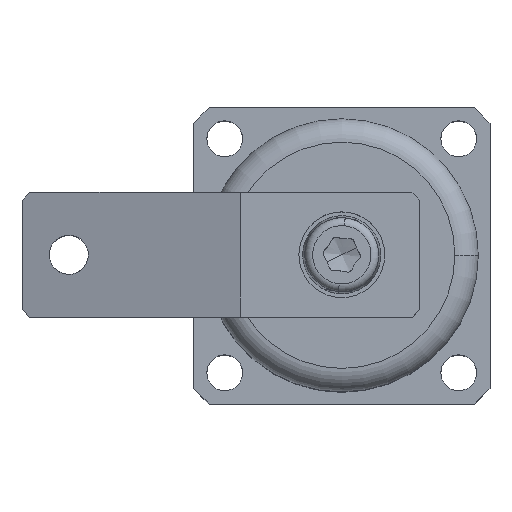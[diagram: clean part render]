
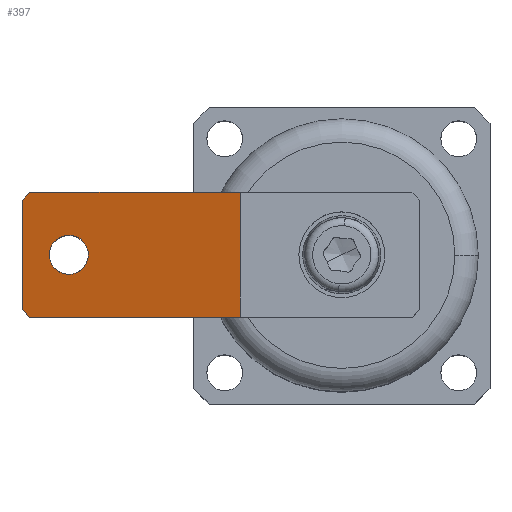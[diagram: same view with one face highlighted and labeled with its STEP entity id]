
A CAD part, top view. The second image highlights one B-rep face of the part: STEP entity #397.
In plain terms, the highlighted face is planar.
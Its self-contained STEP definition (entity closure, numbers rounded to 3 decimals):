
#397 = ADVANCED_FACE ( 'NONE', ( #4670, #4668 ), #2374, .F. ) ;
#488 = AXIS2_PLACEMENT_3D ( 'NONE', #2392, #2355, #2352 ) ;
#515 =( BOUNDED_CURVE ( )  B_SPLINE_CURVE ( 3, ( #3546, #3548, #3570, #3571 ),
 .UNSPECIFIED., .F., .F. ) 
 B_SPLINE_CURVE_WITH_KNOTS ( ( 4, 4 ),
 ( 1.571, 4.712 ),
 .UNSPECIFIED. ) 
 CURVE ( )  GEOMETRIC_REPRESENTATION_ITEM ( )  RATIONAL_B_SPLINE_CURVE ( ( 1., 0.333, 0.333, 1. ) ) 
 REPRESENTATION_ITEM ( '' )  );
#619 = VERTEX_POINT ( 'NONE', #1062 ) ;
#629 = VERTEX_POINT ( 'NONE', #1052 ) ;
#1052 = CARTESIAN_POINT ( 'NONE',  ( -19.5, 1.714, 2.5 ) ) ;
#1062 = CARTESIAN_POINT ( 'NONE',  ( 2.5, 8., -8. ) ) ;
#1214 = CARTESIAN_POINT ( 'NONE',  ( -25.5, 0., -8.001 ) ) ;
#1252 = DIRECTION ( 'NONE',  ( -0.962, -0.275, 0. ) ) ;
#1268 = CARTESIAN_POINT ( 'NONE',  ( -25.5, 0., -8. ) ) ;
#1271 = CARTESIAN_POINT ( 'NONE',  ( -19.5, 1.714, 2.5 ) ) ;
#1272 = CARTESIAN_POINT ( 'NONE',  ( -14.5, 3.143, 2.5 ) ) ;
#1273 = DIRECTION ( 'NONE',  ( -0.693, -0.198, -0.693 ) ) ;
#1274 = CARTESIAN_POINT ( 'NONE',  ( -19.5, 1.714, -2.5 ) ) ;
#1275 = CARTESIAN_POINT ( 'NONE',  ( -32.706, -2.059, -0.206 ) ) ;
#1279 = CARTESIAN_POINT ( 'NONE',  ( -14.5, 3.143, -2.5 ) ) ;
#1283 = CARTESIAN_POINT ( 'NONE',  ( -25.019, 0.137, -7.481 ) ) ;
#1290 = DIRECTION ( 'NONE',  ( 0.693, 0.198, -0.693 ) ) ;
#1352 = DIRECTION ( 'NONE',  ( 0., 0., 1. ) ) ;
#1353 = CARTESIAN_POINT ( 'NONE',  ( 2.5, 8., -8.001 ) ) ;
#1502 = ORIENTED_EDGE ( 'NONE', *, *, #2032, .F. ) ;
#1510 = ORIENTED_EDGE ( 'NONE', *, *, #2059, .T. ) ;
#1528 = ORIENTED_EDGE ( 'NONE', *, *, #2050, .T. ) ;
#1548 = ORIENTED_EDGE ( 'NONE', *, *, #2029, .F. ) ;
#1720 = ORIENTED_EDGE ( 'NONE', *, *, #2077, .F. ) ;
#1759 = ORIENTED_EDGE ( 'NONE', *, *, #2033, .T. ) ;
#1769 = ORIENTED_EDGE ( 'NONE', *, *, #2041, .T. ) ;
#1793 = ORIENTED_EDGE ( 'NONE', *, *, #2822, .T. ) ;
#2029 = EDGE_CURVE ( 'NONE', #5196, #5209, #2617, .T. ) ;
#2032 = EDGE_CURVE ( 'NONE', #5210, #5208, #2608, .T. ) ;
#2033 = EDGE_CURVE ( 'NONE', #5194, #629, #4914, .T. ) ;
#2041 = EDGE_CURVE ( 'NONE', #619, #5209, #2597, .T. ) ;
#2050 = EDGE_CURVE ( 'NONE', #5196, #5208, #2583, .T. ) ;
#2059 = EDGE_CURVE ( 'NONE', #5210, #5216, #2567, .T. ) ;
#2077 = EDGE_CURVE ( 'NONE', #619, #5216, #2539, .T. ) ;
#2286 = DIRECTION ( 'NONE',  ( 0.962, 0.275, 0. ) ) ;
#2287 = CARTESIAN_POINT ( 'NONE',  ( -25.5, 0., 8. ) ) ;
#2288 = DIRECTION ( 'NONE',  ( 0., 0., 1. ) ) ;
#2352 = DIRECTION ( 'NONE',  ( 0.962, 0.275, 0. ) ) ;
#2355 = DIRECTION ( 'NONE',  ( 0.275, -0.962, 0. ) ) ;
#2374 = PLANE ( 'NONE',  #488 ) ;
#2392 = CARTESIAN_POINT ( 'NONE',  ( -25.5, 0., -8.001 ) ) ;
#2537 = VECTOR ( 'NONE', #1352, 1000. ) ;
#2539 = LINE ( 'NONE', #1353, #2537 ) ;
#2564 = VECTOR ( 'NONE', #2286, 1000. ) ;
#2567 = LINE ( 'NONE', #2287, #2564 ) ;
#2580 = VECTOR ( 'NONE', #2288, 1000. ) ;
#2583 = LINE ( 'NONE', #1214, #2580 ) ;
#2595 = VECTOR ( 'NONE', #1252, 1000. ) ;
#2597 = LINE ( 'NONE', #1268, #2595 ) ;
#2606 = VECTOR ( 'NONE', #1273, 1000. ) ;
#2608 = LINE ( 'NONE', #1275, #2606 ) ;
#2611 = VECTOR ( 'NONE', #1290, 1000. ) ;
#2617 = LINE ( 'NONE', #1283, #2611 ) ;
#2822 = EDGE_CURVE ( 'NONE', #629, #5194, #515, .T. ) ;
#3546 = CARTESIAN_POINT ( 'NONE',  ( -19.5, 1.714, 2.5 ) ) ;
#3548 = CARTESIAN_POINT ( 'NONE',  ( -24.5, 0.286, 2.5 ) ) ;
#3570 = CARTESIAN_POINT ( 'NONE',  ( -24.5, 0.286, -2.5 ) ) ;
#3571 = CARTESIAN_POINT ( 'NONE',  ( -19.5, 1.714, -2.5 ) ) ;
#3694 = CARTESIAN_POINT ( 'NONE',  ( -19.5, 1.714, -2.5 ) ) ;
#3695 = CARTESIAN_POINT ( 'NONE',  ( -25.5, 0., -7. ) ) ;
#3706 = CARTESIAN_POINT ( 'NONE',  ( -25.5, 0., 7. ) ) ;
#3707 = CARTESIAN_POINT ( 'NONE',  ( -24.5, 0.286, -8. ) ) ;
#3708 = CARTESIAN_POINT ( 'NONE',  ( -24.5, 0.286, 8. ) ) ;
#3714 = CARTESIAN_POINT ( 'NONE',  ( 2.5, 8., 8. ) ) ;
#4668 = FACE_OUTER_BOUND ( 'NONE', #5113, .T. ) ;
#4670 = FACE_BOUND ( 'NONE', #5122, .T. ) ;
#4914 =( BOUNDED_CURVE ( )  B_SPLINE_CURVE ( 3, ( #1274, #1279, #1272, #1271 ),
 .UNSPECIFIED., .F., .F. ) 
 B_SPLINE_CURVE_WITH_KNOTS ( ( 4, 4 ),
 ( 4.712, 7.854 ),
 .UNSPECIFIED. ) 
 CURVE ( )  GEOMETRIC_REPRESENTATION_ITEM ( )  RATIONAL_B_SPLINE_CURVE ( ( 1., 0.333, 0.333, 1. ) ) 
 REPRESENTATION_ITEM ( '' )  );
#5113 = EDGE_LOOP ( 'NONE', ( #1769, #1548, #1528, #1502, #1510, #1720 ) ) ;
#5122 = EDGE_LOOP ( 'NONE', ( #1793, #1759 ) ) ;
#5194 = VERTEX_POINT ( 'NONE', #3694 ) ;
#5196 = VERTEX_POINT ( 'NONE', #3695 ) ;
#5208 = VERTEX_POINT ( 'NONE', #3706 ) ;
#5209 = VERTEX_POINT ( 'NONE', #3707 ) ;
#5210 = VERTEX_POINT ( 'NONE', #3708 ) ;
#5216 = VERTEX_POINT ( 'NONE', #3714 ) ;
